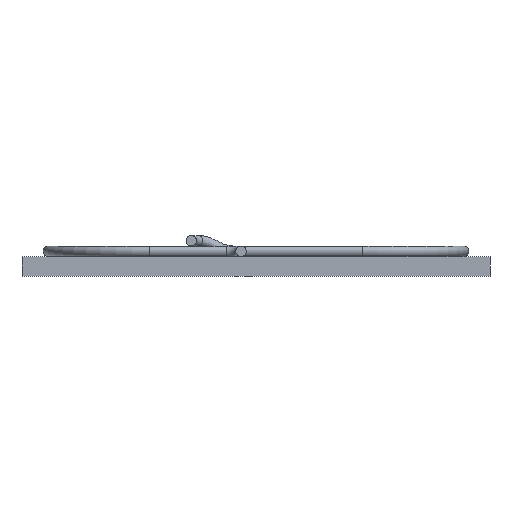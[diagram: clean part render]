
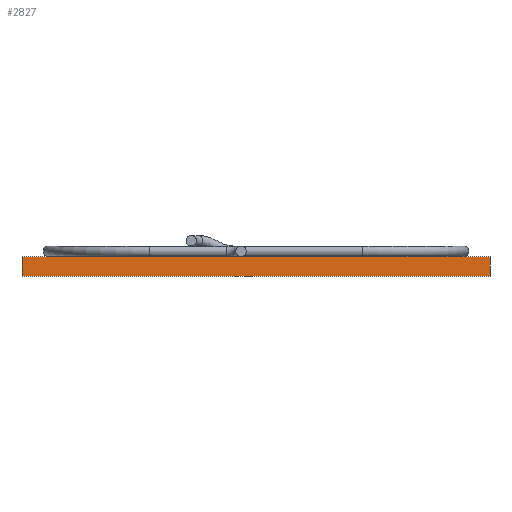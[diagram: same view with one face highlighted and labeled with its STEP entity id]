
A CAD part, front view. The second image highlights one B-rep face of the part: STEP entity #2827.
In plain terms, the highlighted face is planar.
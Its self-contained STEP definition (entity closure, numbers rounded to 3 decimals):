
#231=PLANE('',#3005);
#306=LINE('',#4957,#377);
#310=LINE('',#4966,#381);
#311=LINE('',#4968,#382);
#312=LINE('',#4970,#383);
#377=VECTOR('',#3314,1000.);
#381=VECTOR('',#3320,1000.);
#382=VECTOR('',#3321,1000.);
#383=VECTOR('',#3322,1000.);
#622=ORIENTED_EDGE('',*,*,#1136,.F.);
#623=ORIENTED_EDGE('',*,*,#1140,.F.);
#624=ORIENTED_EDGE('',*,*,#1141,.T.);
#625=ORIENTED_EDGE('',*,*,#1142,.T.);
#1136=EDGE_CURVE('',#1400,#1401,#306,.T.);
#1140=EDGE_CURVE('',#1404,#1400,#310,.T.);
#1141=EDGE_CURVE('',#1404,#1405,#311,.T.);
#1142=EDGE_CURVE('',#1405,#1401,#312,.T.);
#1400=VERTEX_POINT('',#4958);
#1401=VERTEX_POINT('',#4959);
#1404=VERTEX_POINT('',#4967);
#1405=VERTEX_POINT('',#4969);
#1696=EDGE_LOOP('',(#622,#623,#624,#625));
#1974=FACE_BOUND('',#1696,.T.);
#2827=ADVANCED_FACE('',(#1974),#231,.T.);
#3005=AXIS2_PLACEMENT_3D('',#4965,#3318,#3319);
#3314=DIRECTION('',(0.,1.,0.));
#3318=DIRECTION('',(1.,0.,0.));
#3319=DIRECTION('',(0.,1.,0.));
#3320=DIRECTION('',(0.,0.,1.));
#3321=DIRECTION('',(0.,1.,0.));
#3322=DIRECTION('',(0.,0.,1.));
#4957=CARTESIAN_POINT('',(27.5,-23.5,0.));
#4958=CARTESIAN_POINT('',(27.5,-23.5,0.));
#4959=CARTESIAN_POINT('',(27.5,23.5,0.));
#4965=CARTESIAN_POINT('',(27.5,-23.5,-2.));
#4966=CARTESIAN_POINT('',(27.5,-23.5,-2.));
#4967=CARTESIAN_POINT('',(27.5,-23.5,-2.));
#4968=CARTESIAN_POINT('',(27.5,-23.5,-2.));
#4969=CARTESIAN_POINT('',(27.5,23.5,-2.));
#4970=CARTESIAN_POINT('',(27.5,23.5,-2.));
